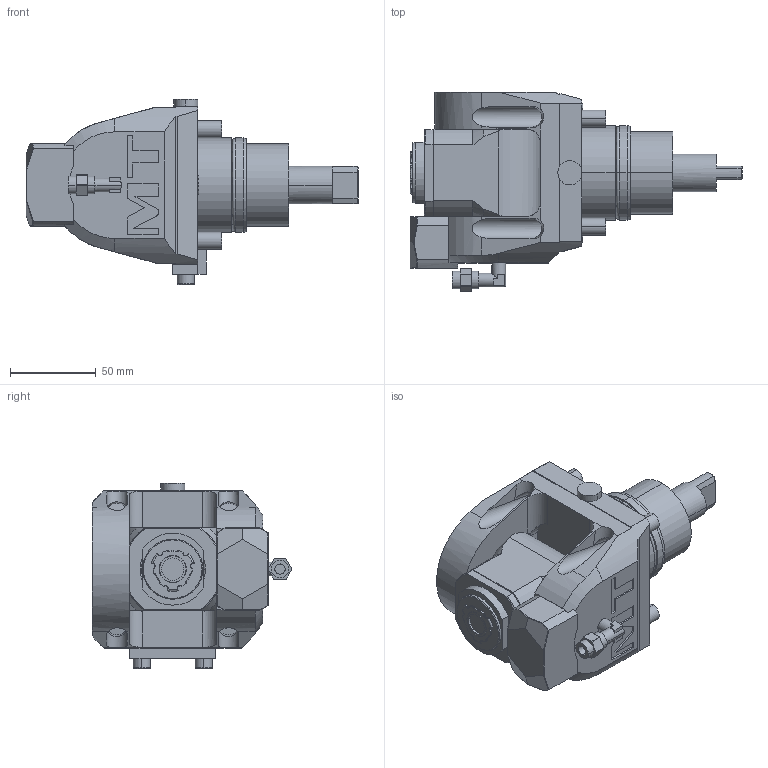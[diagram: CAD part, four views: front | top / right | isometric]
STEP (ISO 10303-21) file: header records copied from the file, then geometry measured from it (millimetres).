
FILE_DESCRIPTION((''),'2;1');
FILE_NAME('BGL0155120_CONF','2024-12-11T16:22:02',('smalpassi'),('M.T. srl'),'CREO PARAMETRIC BY PTC INC, 2023352','CREO PARAMETRIC BY PTC INC, 2023352','');
FILE_SCHEMA(('CONFIG_CONTROL_DESIGN'));
Length unit declared in the file: millimetre
Products named in the file (1): BGL0155120_CONF
Bounding box: 193.5 x 116.37 x 108 mm (x, y, z)
Volume: 706138.7 mm3; surface area: 82926.2 mm2
Topology: 1 solids, 1 shells, 447 faces, 1145 edges, 731 vertices
Faces by surface type: plane 221, cylinder 137, cone 56, torus 17, bspline 10, extrusion 4, sphere 2
Entity records: 15383 total; most frequent: CARTESIAN_POINT 4644, ORIENTED_EDGE 2282, DIRECTION 2147, EDGE_CURVE 1141, AXIS2_PLACEMENT_3D 762, VERTEX_POINT 731, VECTOR 623, LINE 619
